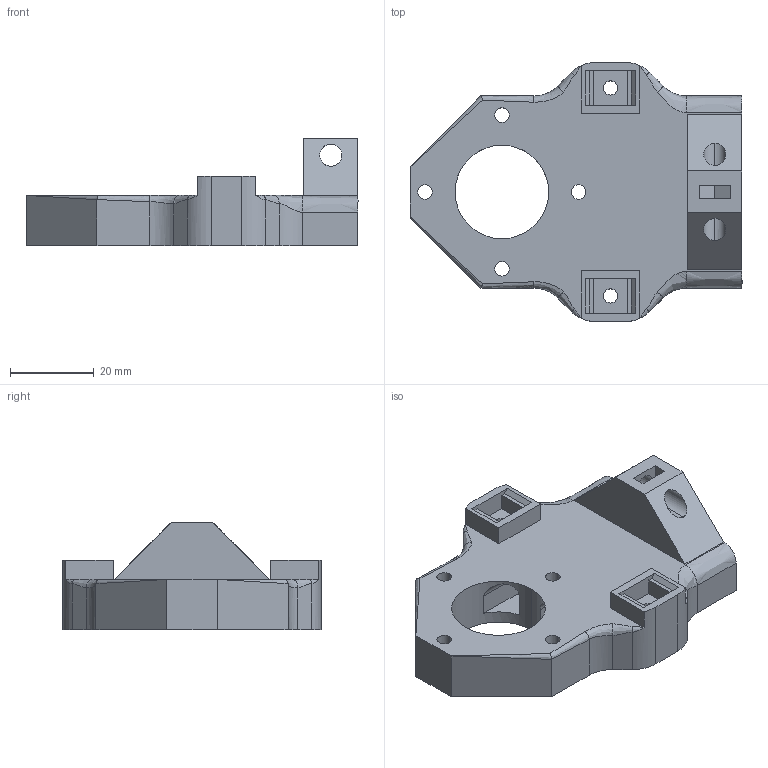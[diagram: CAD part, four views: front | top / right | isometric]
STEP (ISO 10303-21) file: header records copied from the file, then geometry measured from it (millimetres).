
FILE_DESCRIPTION (( 'STEP AP214' ), '1' );
FILE_NAME ('x-motor-bracket 05.STEP', '2011-02-18T23:09:32', ( 'Owner' ), ( '22ndstreetcomputers.com' ), 'SwSTEP 2.0', 'SolidWorks 2010', '' );
FILE_SCHEMA (( 'AUTOMOTIVE_DESIGN' ));
Length unit declared in the file: millimetre
Products named in the file (1): x-motor-bracket 05
Bounding box: 79.5 x 62 x 25.65 mm (x, y, z)
Volume: 35382 mm3; surface area: 17485.7 mm2
Topology: 1 solids, 1 shells, 166 faces, 449 edges, 286 vertices
Faces by surface type: plane 100, cylinder 48, bspline 18
Entity records: 6146 total; most frequent: CARTESIAN_POINT 2085, ORIENTED_EDGE 886, DIRECTION 757, EDGE_CURVE 443, VERTEX_POINT 286, VECTOR 279, LINE 279, AXIS2_PLACEMENT_3D 239
